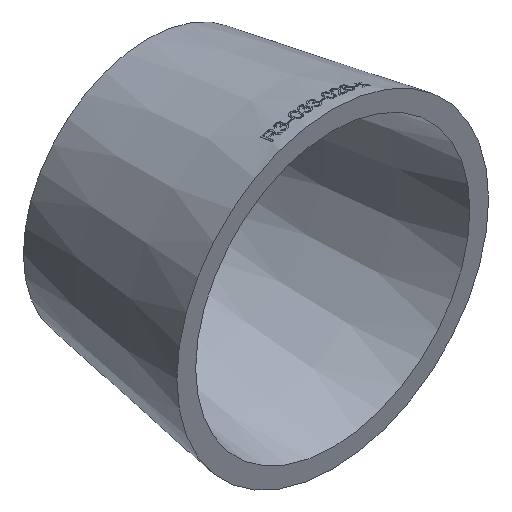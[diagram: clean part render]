
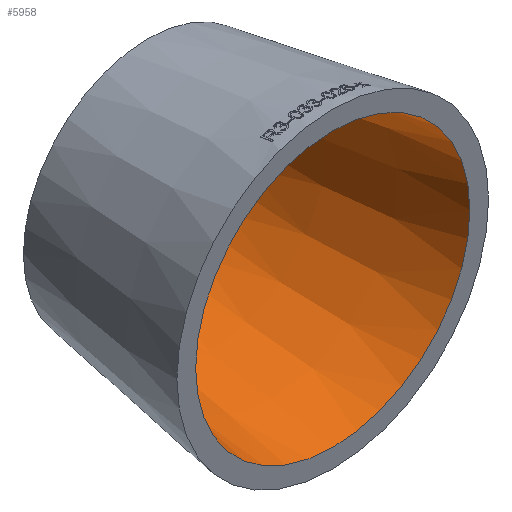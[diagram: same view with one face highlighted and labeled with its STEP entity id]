
A CAD part, isometric view. The second image highlights one B-rep face of the part: STEP entity #5958.
In plain terms, the highlighted conical face has half-angle 9.648 degrees and reference radius 14.821 mm.
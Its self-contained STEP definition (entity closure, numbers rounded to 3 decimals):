
#91 = EDGE_LOOP ( 'NONE', ( #15052 ) ) ;
#508 = DIRECTION ( 'NONE',  ( 0., 0., -1. ) ) ;
#1401 = CIRCLE ( 'NONE', #4820, 11.421 ) ;
#1458 = DIRECTION ( 'NONE',  ( 0., 0., -1. ) ) ;
#2950 = CARTESIAN_POINT ( 'NONE',  ( 0., 0., 0. ) ) ;
#3497 = EDGE_CURVE ( 'NONE', #12963, #12963, #1401, .T. ) ;
#4820 = AXIS2_PLACEMENT_3D ( 'NONE', #12619, #5295, #1458 ) ;
#5295 = DIRECTION ( 'NONE',  ( 0., -1., 0. ) ) ;
#5958 = ADVANCED_FACE ( 'NONE', ( #11309, #14854 ), #6829, .F. ) ;
#6829 = CONICAL_SURFACE ( 'NONE', #7885, 14.821, 0.168 ) ;
#7772 = CARTESIAN_POINT ( 'NONE',  ( 0., 0., -14.821 ) ) ;
#7885 = AXIS2_PLACEMENT_3D ( 'NONE', #12510, #14704, #14780 ) ;
#7952 = DIRECTION ( 'NONE',  ( 0., -1., 0. ) ) ;
#8100 = VERTEX_POINT ( 'NONE', #7772 ) ;
#9519 = ORIENTED_EDGE ( 'NONE', *, *, #13333, .T. ) ;
#10266 = CIRCLE ( 'NONE', #13379, 14.821 ) ;
#10367 = CARTESIAN_POINT ( 'NONE',  ( 0., 20., -11.421 ) ) ;
#11309 = FACE_BOUND ( 'NONE', #91, .T. ) ;
#12510 = CARTESIAN_POINT ( 'NONE',  ( 0., 0., 0. ) ) ;
#12619 = CARTESIAN_POINT ( 'NONE',  ( 0., 20., 0. ) ) ;
#12963 = VERTEX_POINT ( 'NONE', #10367 ) ;
#13333 = EDGE_CURVE ( 'NONE', #8100, #8100, #10266, .T. ) ;
#13379 = AXIS2_PLACEMENT_3D ( 'NONE', #2950, #7952, #508 ) ;
#14704 = DIRECTION ( 'NONE',  ( 0., -1., 0. ) ) ;
#14780 = DIRECTION ( 'NONE',  ( 0., 0., -1. ) ) ;
#14854 = FACE_OUTER_BOUND ( 'NONE', #15470, .T. ) ;
#15052 = ORIENTED_EDGE ( 'NONE', *, *, #3497, .F. ) ;
#15470 = EDGE_LOOP ( 'NONE', ( #9519 ) ) ;
